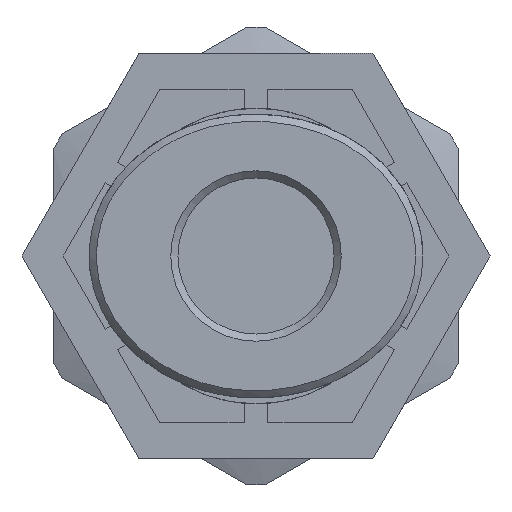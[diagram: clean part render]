
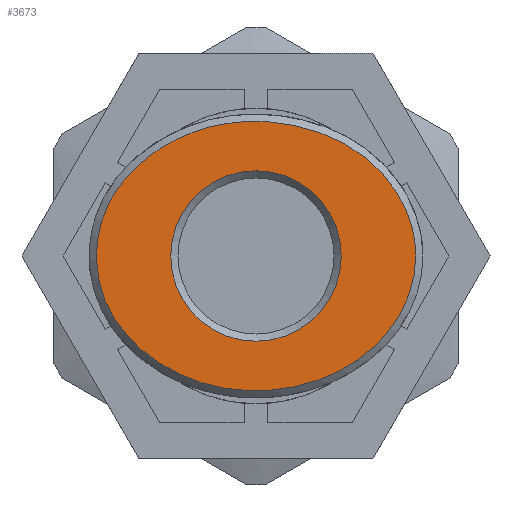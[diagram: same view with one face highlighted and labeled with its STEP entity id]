
A CAD part, left-side view. The second image highlights one B-rep face of the part: STEP entity #3673.
In plain terms, the highlighted face is planar.
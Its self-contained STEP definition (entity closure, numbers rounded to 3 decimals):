
#3606=CARTESIAN_POINT('',(6.7,5.,0.));
#3607=VERTEX_POINT('',#3606);
#3634=CARTESIAN_POINT('',(6.701,5.,0.));
#3635=CARTESIAN_POINT('',(6.702,5.,0.836));
#3636=CARTESIAN_POINT('',(6.252,5.,2.512));
#3637=CARTESIAN_POINT('',(4.341,5.,4.556));
#3638=CARTESIAN_POINT('',(1.558,5.,5.691));
#3639=CARTESIAN_POINT('',(-2.605,5.,5.717));
#3640=CARTESIAN_POINT('',(-6.337,5.,3.162));
#3641=CARTESIAN_POINT('',(-6.912,5.,-0.307));
#3642=CARTESIAN_POINT('',(-5.768,5.,-3.555));
#3643=CARTESIAN_POINT('',(-1.727,5.,-6.315));
#3644=CARTESIAN_POINT('',(3.725,5.,-5.254));
#3645=CARTESIAN_POINT('',(6.246,5.,-2.506));
#3646=CARTESIAN_POINT('',(6.7,5.,-0.837));
#3647=CARTESIAN_POINT('',(6.701,5.,0.));
#3648=B_SPLINE_CURVE_WITH_KNOTS('',3,(#3634,#3635,#3636,#3637,#3638,#3639,#3640,#3641,#3642,#3643,#3644,#3645,#3646,#3647),.UNSPECIFIED.,.T.,.U.,(4,1,1,1,1,1,1,1,1,1,1,4),(-3.142,-2.693,-2.244,-1.795,-1.346,-0.449,0.15,0.449,1.346,2.244,2.693,3.142),.UNSPECIFIED.);
#3649=EDGE_CURVE('',#3607,#3607,#3648,.T.);
#3654=CARTESIAN_POINT('',(0.,5.0,0.));
#3655=DIRECTION('',(0.0,-1.0,0.0));
#3656=DIRECTION('',(0.0,0.0,-1.0));
#3657=AXIS2_PLACEMENT_3D('',#3654,#3655,#3656);
#3658=PLANE('',#3657);
#3659=ORIENTED_EDGE('',*,*,#3649,.F.);
#3660=EDGE_LOOP('',(#3659));
#3661=FACE_OUTER_BOUND('',#3660,.T.);
#3662=CARTESIAN_POINT('',(3.575,5.,0.));
#3663=VERTEX_POINT('',#3662);
#3664=CARTESIAN_POINT('',(0.,5.0,0.0));
#3665=DIRECTION('',(0.0,1.0,0.0));
#3666=DIRECTION('',(-1.0,0.0,0.0));
#3667=AXIS2_PLACEMENT_3D('',#3664,#3665,#3666);
#3668=CIRCLE('',#3667,3.575);
#3669=EDGE_CURVE('',#3663,#3663,#3668,.T.);
#3670=ORIENTED_EDGE('',*,*,#3669,.F.);
#3671=EDGE_LOOP('',(#3670));
#3672=FACE_BOUND('',#3671,.T.);
#3673=ADVANCED_FACE('',(#3661,#3672),#3658,.F.);
